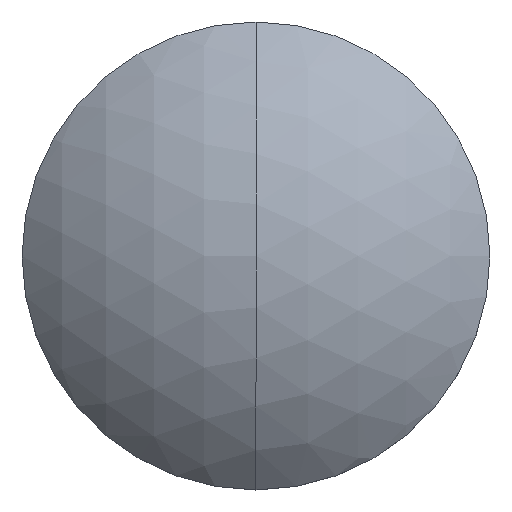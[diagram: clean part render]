
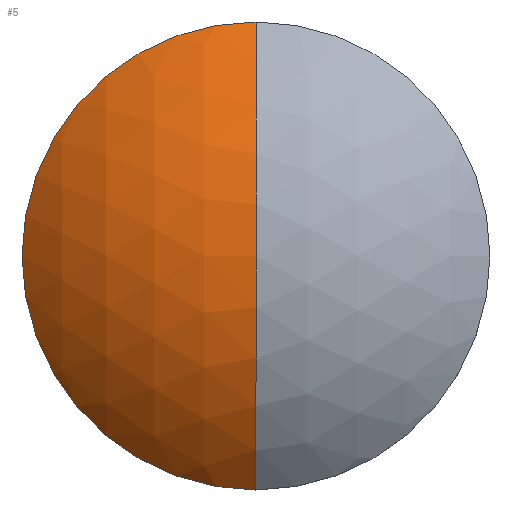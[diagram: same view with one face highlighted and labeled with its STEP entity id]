
A CAD part, top view. The second image highlights one B-rep face of the part: STEP entity #5.
In plain terms, the highlighted spherical face has radius 18.02 mm.
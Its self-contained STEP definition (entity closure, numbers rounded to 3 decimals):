
#5 = ADVANCED_FACE ( 'NONE', ( #48 ), #32, .T. ) ;
#9 = ORIENTED_EDGE ( 'NONE', *, *, #118, .T. ) ;
#26 = DIRECTION ( 'NONE',  ( 0., 1., 0. ) ) ;
#27 = DIRECTION ( 'NONE',  ( -1., 0., 0. ) ) ;
#28 = CARTESIAN_POINT ( 'NONE',  ( 0., 0., -14.405 ) ) ;
#29 = AXIS2_PLACEMENT_3D ( 'NONE', #28, #27, #26 ) ;
#32 = SPHERICAL_SURFACE ( 'NONE', #29, 18.02 ) ;
#48 = FACE_OUTER_BOUND ( 'NONE', #87, .T. ) ;
#75 = CARTESIAN_POINT ( 'NONE',  ( 0., 12.7, -1.621 ) ) ;
#78 = VERTEX_POINT ( 'NONE', #75 ) ;
#87 = EDGE_LOOP ( 'NONE', ( #115, #9, #116, #93 ) ) ;
#93 = ORIENTED_EDGE ( 'NONE', *, *, #119, .F. ) ;
#106 = EDGE_CURVE ( 'NONE', #121, #120, #238, .T. ) ;
#111 = VERTEX_POINT ( 'NONE', #196 ) ;
#113 = EDGE_CURVE ( 'NONE', #78, #111, #247, .T. ) ;
#115 = ORIENTED_EDGE ( 'NONE', *, *, #113, .T. ) ;
#116 = ORIENTED_EDGE ( 'NONE', *, *, #106, .T. ) ;
#118 = EDGE_CURVE ( 'NONE', #111, #121, #138, .T. ) ;
#119 = EDGE_CURVE ( 'NONE', #78, #120, #153, .T. ) ;
#120 = VERTEX_POINT ( 'NONE', #132 ) ;
#121 = VERTEX_POINT ( 'NONE', #131 ) ;
#131 = CARTESIAN_POINT ( 'NONE',  ( 0., -12.7, -1.621 ) ) ;
#132 = CARTESIAN_POINT ( 'NONE',  ( 0., 0., 3.615 ) ) ;
#133 = DIRECTION ( 'NONE',  ( 0., 0., -1. ) ) ;
#134 = DIRECTION ( 'NONE',  ( 1., 0., 0. ) ) ;
#135 = DIRECTION ( 'NONE',  ( 0., 0., 1. ) ) ;
#136 = CARTESIAN_POINT ( 'NONE',  ( 0., 0., -1.621 ) ) ;
#137 = AXIS2_PLACEMENT_3D ( 'NONE', #136, #135, #154 ) ;
#138 = CIRCLE ( 'NONE', #137, 12.7 ) ;
#151 = CARTESIAN_POINT ( 'NONE',  ( 0., 0., -14.405 ) ) ;
#152 = AXIS2_PLACEMENT_3D ( 'NONE', #151, #134, #133 ) ;
#153 = CIRCLE ( 'NONE', #152, 18.02 ) ;
#154 = DIRECTION ( 'NONE',  ( 1., 0., 0. ) ) ;
#175 = DIRECTION ( 'NONE',  ( 0., -1., 0. ) ) ;
#176 = DIRECTION ( 'NONE',  ( -1., 0., 0. ) ) ;
#177 = CARTESIAN_POINT ( 'NONE',  ( 0., 0., -14.405 ) ) ;
#178 = AXIS2_PLACEMENT_3D ( 'NONE', #177, #176, #175 ) ;
#196 = CARTESIAN_POINT ( 'NONE',  ( -12.7, 0., -1.621 ) ) ;
#238 = CIRCLE ( 'NONE', #178, 18.02 ) ;
#243 = DIRECTION ( 'NONE',  ( 1., 0., 0. ) ) ;
#244 = DIRECTION ( 'NONE',  ( 0., 0., 1. ) ) ;
#245 = CARTESIAN_POINT ( 'NONE',  ( 0., 0., -1.621 ) ) ;
#246 = AXIS2_PLACEMENT_3D ( 'NONE', #245, #244, #243 ) ;
#247 = CIRCLE ( 'NONE', #246, 12.7 ) ;
